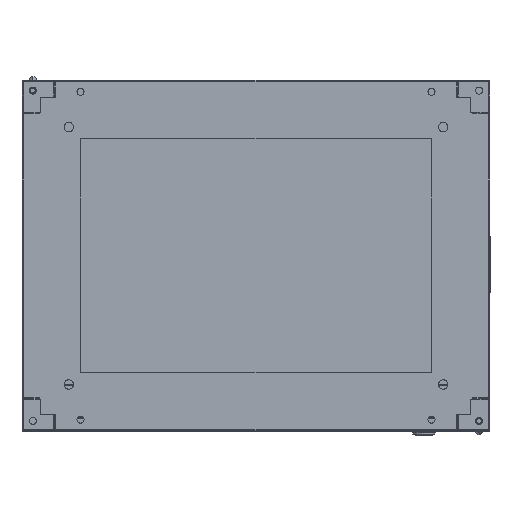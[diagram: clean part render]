
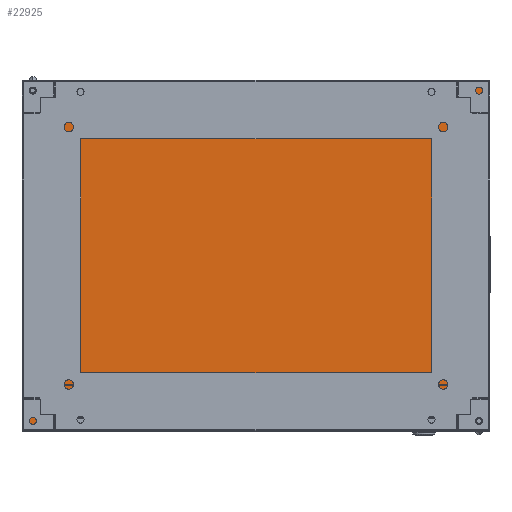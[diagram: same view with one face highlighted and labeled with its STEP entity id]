
A CAD part, front view. The second image highlights one B-rep face of the part: STEP entity #22925.
In plain terms, the highlighted face is planar.
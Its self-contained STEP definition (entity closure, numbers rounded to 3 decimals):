
#251 = EDGE_CURVE ( 'NONE', #37777, #36943, #40619, .T. ) ;
#504 = ORIENTED_EDGE ( 'NONE', *, *, #35525, .T. ) ;
#631 = VECTOR ( 'NONE', #6984, 1000. ) ;
#1157 = ORIENTED_EDGE ( 'NONE', *, *, #27660, .T. ) ;
#1245 = VECTOR ( 'NONE', #29295, 1000. ) ;
#1250 = CARTESIAN_POINT ( 'NONE',  ( 12., 434.7, 0. ) ) ;
#1502 = PLANE ( 'NONE',  #40640 ) ;
#1592 = DIRECTION ( 'NONE',  ( 0., 0., -1. ) ) ;
#1751 = EDGE_LOOP ( 'NONE', ( #22981, #504 ) ) ;
#2350 = VERTEX_POINT ( 'NONE', #28332 ) ;
#2916 = DIRECTION ( 'NONE',  ( 0., 1., 0. ) ) ;
#3028 = VECTOR ( 'NONE', #16446, 1000. ) ;
#3203 = VERTEX_POINT ( 'NONE', #4683 ) ;
#3677 = ORIENTED_EDGE ( 'NONE', *, *, #39590, .T. ) ;
#4683 = CARTESIAN_POINT ( 'NONE',  ( 0., 405., 0. ) ) ;
#5469 = VECTOR ( 'NONE', #26863, 1000. ) ;
#5696 = VERTEX_POINT ( 'NONE', #8494 ) ;
#6272 = DIRECTION ( 'NONE',  ( 0., -1., 0. ) ) ;
#6410 = EDGE_CURVE ( 'NONE', #25858, #9312, #20135, .T. ) ;
#6972 = CARTESIAN_POINT ( 'NONE',  ( 0., 0., 0. ) ) ;
#6984 = DIRECTION ( 'NONE',  ( 0., 1., 0. ) ) ;
#6989 = DIRECTION ( 'NONE',  ( -1., 0., 0. ) ) ;
#7402 = CARTESIAN_POINT ( 'NONE',  ( 579.5, 11.3, 0. ) ) ;
#8009 = CARTESIAN_POINT ( 'NONE',  ( 596., 41., 0. ) ) ;
#8036 = CARTESIAN_POINT ( 'NONE',  ( 555., 446., 0. ) ) ;
#8148 = DIRECTION ( 'NONE',  ( -1., 0., 0. ) ) ;
#8269 = EDGE_CURVE ( 'NONE', #29422, #17683, #33502, .T. ) ;
#8361 = CARTESIAN_POINT ( 'NONE',  ( 584., 11.3, 0. ) ) ;
#8419 = DIRECTION ( 'NONE',  ( -1., 0., 0. ) ) ;
#8494 = CARTESIAN_POINT ( 'NONE',  ( 16.5, 434.7, 0. ) ) ;
#8650 = CARTESIAN_POINT ( 'NONE',  ( 584., 11.3, 0. ) ) ;
#9095 = LINE ( 'NONE', #35939, #29911 ) ;
#9117 = EDGE_CURVE ( 'NONE', #35875, #29422, #40516, .T. ) ;
#9312 = VERTEX_POINT ( 'NONE', #21564 ) ;
#9462 = ORIENTED_EDGE ( 'NONE', *, *, #251, .T. ) ;
#9608 = LINE ( 'NONE', #20488, #19598 ) ;
#10232 = CARTESIAN_POINT ( 'NONE',  ( 0., 0., 0. ) ) ;
#10334 = EDGE_CURVE ( 'NONE', #9312, #16583, #23150, .T. ) ;
#11078 = AXIS2_PLACEMENT_3D ( 'NONE', #29305, #40343, #6989 ) ;
#11947 = FACE_OUTER_BOUND ( 'NONE', #15796, .T. ) ;
#12716 = CARTESIAN_POINT ( 'NONE',  ( 596., 0., 0. ) ) ;
#12747 = VECTOR ( 'NONE', #43054, 1000. ) ;
#12790 = VECTOR ( 'NONE', #34010, 1000. ) ;
#13198 = CARTESIAN_POINT ( 'NONE',  ( 0., 0., 0. ) ) ;
#13363 = CARTESIAN_POINT ( 'NONE',  ( 596., 0., 0. ) ) ;
#13543 = CARTESIAN_POINT ( 'NONE',  ( 0., 446., 0. ) ) ;
#13680 = VECTOR ( 'NONE', #39501, 1000. ) ;
#14241 = VECTOR ( 'NONE', #27846, 1000. ) ;
#15020 = FACE_BOUND ( 'NONE', #36723, .T. ) ;
#15183 = ORIENTED_EDGE ( 'NONE', *, *, #36970, .T. ) ;
#15406 = EDGE_CURVE ( 'NONE', #36296, #42439, #17862, .T. ) ;
#15796 = EDGE_LOOP ( 'NONE', ( #42091, #33544, #3677, #29280, #32363, #39050, #1157, #25981, #16796, #31463, #35149, #9462 ) ) ;
#15851 = CARTESIAN_POINT ( 'NONE',  ( 0., 0., 0. ) ) ;
#16446 = DIRECTION ( 'NONE',  ( 0., -1., 0. ) ) ;
#16583 = VERTEX_POINT ( 'NONE', #8036 ) ;
#16796 = ORIENTED_EDGE ( 'NONE', *, *, #6410, .T. ) ;
#17683 = VERTEX_POINT ( 'NONE', #13363 ) ;
#17862 = CIRCLE ( 'NONE', #40844, 4.5 ) ;
#18688 = CARTESIAN_POINT ( 'NONE',  ( 596., 405., 0. ) ) ;
#19598 = VECTOR ( 'NONE', #19845, 1000. ) ;
#19845 = DIRECTION ( 'NONE',  ( 0., 1., 0. ) ) ;
#20135 = LINE ( 'NONE', #12716, #32921 ) ;
#20278 = VERTEX_POINT ( 'NONE', #8009 ) ;
#20488 = CARTESIAN_POINT ( 'NONE',  ( 596., 0., 0. ) ) ;
#20874 = DIRECTION ( 'NONE',  ( 0., 0., -1. ) ) ;
#21564 = CARTESIAN_POINT ( 'NONE',  ( 596., 446., 0. ) ) ;
#21838 = EDGE_CURVE ( 'NONE', #39293, #35875, #32843, .T. ) ;
#21949 = DIRECTION ( 'NONE',  ( 0., 0., -1. ) ) ;
#22217 = DIRECTION ( 'NONE',  ( -1., 0., 0. ) ) ;
#22699 = CARTESIAN_POINT ( 'NONE',  ( 596., 0., 0. ) ) ;
#22925 = ADVANCED_FACE ( 'NONE', ( #15020, #35529, #11947 ), #1502, .F. ) ;
#22981 = ORIENTED_EDGE ( 'NONE', *, *, #25317, .T. ) ;
#23150 = LINE ( 'NONE', #13543, #5469 ) ;
#23268 = VECTOR ( 'NONE', #42628, 1000. ) ;
#23552 = LINE ( 'NONE', #22699, #631 ) ;
#23598 = CARTESIAN_POINT ( 'NONE',  ( 588.5, 11.3, 0. ) ) ;
#23785 = EDGE_CURVE ( 'NONE', #20278, #25858, #23552, .T. ) ;
#25232 = LINE ( 'NONE', #15851, #23268 ) ;
#25317 = EDGE_CURVE ( 'NONE', #2350, #5696, #28496, .T. ) ;
#25383 = CARTESIAN_POINT ( 'NONE',  ( 0., 446., 0. ) ) ;
#25858 = VERTEX_POINT ( 'NONE', #18688 ) ;
#25981 = ORIENTED_EDGE ( 'NONE', *, *, #23785, .T. ) ;
#26029 = ORIENTED_EDGE ( 'NONE', *, *, #15406, .T. ) ;
#26792 = VERTEX_POINT ( 'NONE', #29197 ) ;
#26863 = DIRECTION ( 'NONE',  ( -1., 0., 0. ) ) ;
#27660 = EDGE_CURVE ( 'NONE', #17683, #20278, #9608, .T. ) ;
#27846 = DIRECTION ( 'NONE',  ( 1., 0., 0. ) ) ;
#28332 = CARTESIAN_POINT ( 'NONE',  ( 7.5, 434.7, 0. ) ) ;
#28365 = AXIS2_PLACEMENT_3D ( 'NONE', #1250, #20874, #8419 ) ;
#28496 = CIRCLE ( 'NONE', #11078, 4.5 ) ;
#29170 = AXIS2_PLACEMENT_3D ( 'NONE', #8650, #21949, #38938 ) ;
#29197 = CARTESIAN_POINT ( 'NONE',  ( 0., 41., 0. ) ) ;
#29280 = ORIENTED_EDGE ( 'NONE', *, *, #21838, .T. ) ;
#29295 = DIRECTION ( 'NONE',  ( -1., 0., 0. ) ) ;
#29305 = CARTESIAN_POINT ( 'NONE',  ( 12., 434.7, 0. ) ) ;
#29422 = VERTEX_POINT ( 'NONE', #39143 ) ;
#29911 = VECTOR ( 'NONE', #6272, 1000. ) ;
#30634 = CARTESIAN_POINT ( 'NONE',  ( 0., 0., 0. ) ) ;
#31463 = ORIENTED_EDGE ( 'NONE', *, *, #10334, .T. ) ;
#31603 = DIRECTION ( 'NONE',  ( 0., 0., -1. ) ) ;
#32302 = EDGE_CURVE ( 'NONE', #36943, #3203, #25232, .T. ) ;
#32363 = ORIENTED_EDGE ( 'NONE', *, *, #9117, .T. ) ;
#32843 = LINE ( 'NONE', #13198, #12747 ) ;
#32921 = VECTOR ( 'NONE', #2916, 1000. ) ;
#33502 = LINE ( 'NONE', #34168, #14241 ) ;
#33544 = ORIENTED_EDGE ( 'NONE', *, *, #40238, .T. ) ;
#33925 = CIRCLE ( 'NONE', #28365, 4.5 ) ;
#34010 = DIRECTION ( 'NONE',  ( 1., 0., 0. ) ) ;
#34168 = CARTESIAN_POINT ( 'NONE',  ( 0., 0., 0. ) ) ;
#34190 = CARTESIAN_POINT ( 'NONE',  ( 0., 446., 0. ) ) ;
#35149 = ORIENTED_EDGE ( 'NONE', *, *, #36103, .T. ) ;
#35525 = EDGE_CURVE ( 'NONE', #5696, #2350, #33925, .T. ) ;
#35529 = FACE_BOUND ( 'NONE', #1751, .T. ) ;
#35614 = LINE ( 'NONE', #25383, #1245 ) ;
#35795 = CARTESIAN_POINT ( 'NONE',  ( 41., 446., 0. ) ) ;
#35875 = VERTEX_POINT ( 'NONE', #36753 ) ;
#35939 = CARTESIAN_POINT ( 'NONE',  ( 0., 0., 0. ) ) ;
#36103 = EDGE_CURVE ( 'NONE', #16583, #37777, #35614, .T. ) ;
#36113 = CIRCLE ( 'NONE', #29170, 4.5 ) ;
#36296 = VERTEX_POINT ( 'NONE', #23598 ) ;
#36723 = EDGE_LOOP ( 'NONE', ( #15183, #26029 ) ) ;
#36753 = CARTESIAN_POINT ( 'NONE',  ( 41., 0., 0. ) ) ;
#36943 = VERTEX_POINT ( 'NONE', #34190 ) ;
#36970 = EDGE_CURVE ( 'NONE', #42439, #36296, #36113, .T. ) ;
#37777 = VERTEX_POINT ( 'NONE', #35795 ) ;
#38560 = CARTESIAN_POINT ( 'NONE',  ( 0., 0., 0. ) ) ;
#38938 = DIRECTION ( 'NONE',  ( -1., 0., 0. ) ) ;
#39050 = ORIENTED_EDGE ( 'NONE', *, *, #8269, .T. ) ;
#39143 = CARTESIAN_POINT ( 'NONE',  ( 555., 0., 0. ) ) ;
#39293 = VERTEX_POINT ( 'NONE', #10232 ) ;
#39501 = DIRECTION ( 'NONE',  ( -1., 0., 0. ) ) ;
#39555 = LINE ( 'NONE', #30634, #3028 ) ;
#39590 = EDGE_CURVE ( 'NONE', #26792, #39293, #9095, .T. ) ;
#40238 = EDGE_CURVE ( 'NONE', #3203, #26792, #39555, .T. ) ;
#40343 = DIRECTION ( 'NONE',  ( 0., 0., -1. ) ) ;
#40516 = LINE ( 'NONE', #6972, #12790 ) ;
#40619 = LINE ( 'NONE', #42756, #13680 ) ;
#40640 = AXIS2_PLACEMENT_3D ( 'NONE', #38560, #31603, #22217 ) ;
#40844 = AXIS2_PLACEMENT_3D ( 'NONE', #8361, #1592, #8148 ) ;
#42091 = ORIENTED_EDGE ( 'NONE', *, *, #32302, .T. ) ;
#42439 = VERTEX_POINT ( 'NONE', #7402 ) ;
#42628 = DIRECTION ( 'NONE',  ( 0., -1., 0. ) ) ;
#42756 = CARTESIAN_POINT ( 'NONE',  ( 0., 446., 0. ) ) ;
#43054 = DIRECTION ( 'NONE',  ( 1., 0., 0. ) ) ;
